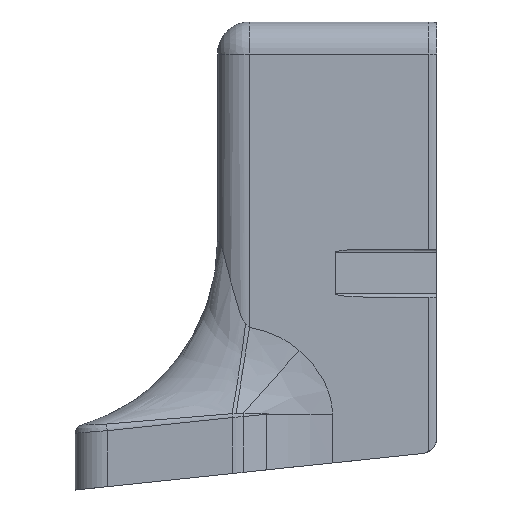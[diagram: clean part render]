
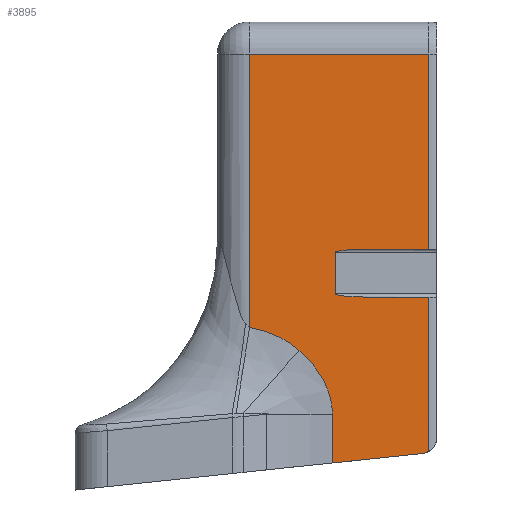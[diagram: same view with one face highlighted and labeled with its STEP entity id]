
A CAD part, front view. The second image highlights one B-rep face of the part: STEP entity #3895.
In plain terms, the highlighted planar face has unit normal (0, -1, 0).
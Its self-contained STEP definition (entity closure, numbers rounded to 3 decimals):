
#112 = VERTEX_POINT ( 'NONE', #6364 ) ;
#121 = CARTESIAN_POINT ( 'NONE',  ( 11.828, 48.12, 130.599 ) ) ;
#137 = LINE ( 'NONE', #2268, #6406 ) ;
#139 = ORIENTED_EDGE ( 'NONE', *, *, #2122, .T. ) ;
#152 = CARTESIAN_POINT ( 'NONE',  ( 19.938, 48.12, 124.287 ) ) ;
#165 = EDGE_LOOP ( 'NONE', ( #8692, #3160, #4867, #6140, #6352, #5284, #626, #6018, #139, #8454, #582, #4221, #7322, #4506 ) ) ;
#264 = EDGE_CURVE ( 'NONE', #5131, #5757, #7828, .T. ) ;
#273 = VERTEX_POINT ( 'NONE', #2790 ) ;
#275 =( BOUNDED_CURVE ( )  B_SPLINE_CURVE ( 3, ( #3121, #3864, #1030, #4536 ),
 .UNSPECIFIED., .F., .T. ) 
 B_SPLINE_CURVE_WITH_KNOTS ( ( 4, 4 ),
 ( 2.838, 3.177 ),
 .UNSPECIFIED. ) 
 CURVE ( )  GEOMETRIC_REPRESENTATION_ITEM ( )  RATIONAL_B_SPLINE_CURVE ( ( 1., 0.99, 0.99, 1. ) ) 
 REPRESENTATION_ITEM ( '' )  );
#372 = EDGE_CURVE ( 'NONE', #1780, #8497, #2252, .T. ) ;
#458 = CARTESIAN_POINT ( 'NONE',  ( 19.938, 48.12, 146.035 ) ) ;
#498 = VERTEX_POINT ( 'NONE', #152 ) ;
#582 = ORIENTED_EDGE ( 'NONE', *, *, #5678, .T. ) ;
#626 = ORIENTED_EDGE ( 'NONE', *, *, #372, .T. ) ;
#950 = VERTEX_POINT ( 'NONE', #2325 ) ;
#1030 = CARTESIAN_POINT ( 'NONE',  ( 13.908, 48.12, 128.041 ) ) ;
#1071 = CARTESIAN_POINT ( 'NONE',  ( 11.828, 48.12, 130.599 ) ) ;
#1160 = CARTESIAN_POINT ( 'NONE',  ( 14.125, 48.12, 136.841 ) ) ;
#1176 = CARTESIAN_POINT ( 'NONE',  ( 19.542, 48.12, 124.159 ) ) ;
#1360 = DIRECTION ( 'NONE',  ( 1., 0., 0. ) ) ;
#1403 = CARTESIAN_POINT ( 'NONE',  ( 9.857, 48.12, 131.757 ) ) ;
#1550 = CARTESIAN_POINT ( 'NONE',  ( 9.305, 48.12, 131.923 ) ) ;
#1711 = EDGE_CURVE ( 'NONE', #5131, #498, #8877, .T. ) ;
#1750 = CARTESIAN_POINT ( 'NONE',  ( 14.125, 48.12, 146.035 ) ) ;
#1780 = VERTEX_POINT ( 'NONE', #7387 ) ;
#1825 = LINE ( 'NONE', #7563, #8734 ) ;
#1914 = CARTESIAN_POINT ( 'NONE',  ( 14.125, 48.12, 136.724 ) ) ;
#1968 = VERTEX_POINT ( 'NONE', #1071 ) ;
#2078 = CARTESIAN_POINT ( 'NONE',  ( 16.038, 48.12, 133.924 ) ) ;
#2122 = EDGE_CURVE ( 'NONE', #3058, #5067, #9158, .T. ) ;
#2125 = PLANE ( 'NONE',  #3353 ) ;
#2252 =( BOUNDED_CURVE ( )  B_SPLINE_CURVE ( 3, ( #1914, #1160, #4039, #9145 ),
 .UNSPECIFIED., .F., .T. ) 
 B_SPLINE_CURVE_WITH_KNOTS ( ( 4, 4 ),
 ( 0., 1.571 ),
 .UNSPECIFIED. ) 
 CURVE ( )  GEOMETRIC_REPRESENTATION_ITEM ( )  RATIONAL_B_SPLINE_CURVE ( ( 1., 0.805, 0.805, 1. ) ) 
 REPRESENTATION_ITEM ( '' )  );
#2268 = CARTESIAN_POINT ( 'NONE',  ( 0., 48.12, 133.924 ) ) ;
#2290 = VECTOR ( 'NONE', #1360, 1000. ) ;
#2321 = VERTEX_POINT ( 'NONE', #7865 ) ;
#2325 = CARTESIAN_POINT ( 'NONE',  ( 13.908, 48.12, 126.615 ) ) ;
#2413 = EDGE_CURVE ( 'NONE', #8497, #3058, #4866, .T. ) ;
#2790 = CARTESIAN_POINT ( 'NONE',  ( 8.738, 48.12, 132.031 ) ) ;
#2834 = CARTESIAN_POINT ( 'NONE',  ( 14.917, 48.12, 133.924 ) ) ;
#2889 = CARTESIAN_POINT ( 'NONE',  ( 13.908, 48.12, 146.035 ) ) ;
#2958 = VERTEX_POINT ( 'NONE', #6656 ) ;
#3016 = FACE_OUTER_BOUND ( 'NONE', #165, .T. ) ;
#3058 = VERTEX_POINT ( 'NONE', #6516 ) ;
#3073 = VECTOR ( 'NONE', #4445, 1000. ) ;
#3098 = EDGE_CURVE ( 'NONE', #950, #5757, #9455, .T. ) ;
#3114 = EDGE_CURVE ( 'NONE', #1968, #950, #275, .T. ) ;
#3121 = CARTESIAN_POINT ( 'NONE',  ( 11.828, 48.12, 130.599 ) ) ;
#3160 = ORIENTED_EDGE ( 'NONE', *, *, #1711, .T. ) ;
#3349 = DIRECTION ( 'NONE',  ( 0., 0., 1. ) ) ;
#3353 = AXIS2_PLACEMENT_3D ( 'NONE', #5010, #7964, #5430 ) ;
#3427 = LINE ( 'NONE', #8567, #9041 ) ;
#3442 = CARTESIAN_POINT ( 'NONE',  ( 16.038, 48.12, 136.924 ) ) ;
#3609 = CARTESIAN_POINT ( 'NONE',  ( 11.393, 48.12, 130.982 ) ) ;
#3864 = CARTESIAN_POINT ( 'NONE',  ( 13.208, 48.12, 129.382 ) ) ;
#3895 = ADVANCED_FACE ( 'NONE', ( #3016 ), #2125, .T. ) ;
#3942 = CARTESIAN_POINT ( 'NONE',  ( 13.908, 48.12, 123.567 ) ) ;
#3955 = AXIS2_PLACEMENT_3D ( 'NONE', #6698, #5254, #4335 ) ;
#4039 = CARTESIAN_POINT ( 'NONE',  ( 14.917, 48.12, 136.924 ) ) ;
#4221 = ORIENTED_EDGE ( 'NONE', *, *, #6950, .T. ) ;
#4335 = DIRECTION ( 'NONE',  ( 0., 0., -1. ) ) ;
#4365 = B_SPLINE_CURVE_WITH_KNOTS ( 'NONE', 3,
 ( #5140, #8095, #1550, #1403, #7279, #8675, #3609, #121 ),
 .UNSPECIFIED., .F., .F.,
 ( 4, 2, 2, 4 ),
 ( 0., 0.001, 0.002, 0.003 ),
 .UNSPECIFIED. ) ;
#4445 = DIRECTION ( 'NONE',  ( 0., 0., -1. ) ) ;
#4470 = CARTESIAN_POINT ( 'NONE',  ( 19.938, 48.12, 133.924 ) ) ;
#4506 = ORIENTED_EDGE ( 'NONE', *, *, #3098, .T. ) ;
#4536 = CARTESIAN_POINT ( 'NONE',  ( 13.908, 48.12, 126.615 ) ) ;
#4600 = EDGE_CURVE ( 'NONE', #5380, #112, #137, .T. ) ;
#4769 = CARTESIAN_POINT ( 'NONE',  ( 19.938, 48.12, 149.106 ) ) ;
#4866 = LINE ( 'NONE', #8483, #2290 ) ;
#4867 = ORIENTED_EDGE ( 'NONE', *, *, #6034, .T. ) ;
#4907 = DIRECTION ( 'NONE',  ( 0., 0., 1. ) ) ;
#5010 = CARTESIAN_POINT ( 'NONE',  ( 0., 48.12, 146.035 ) ) ;
#5067 = VERTEX_POINT ( 'NONE', #4769 ) ;
#5131 = VERTEX_POINT ( 'NONE', #1176 ) ;
#5140 = CARTESIAN_POINT ( 'NONE',  ( 8.738, 48.12, 132.031 ) ) ;
#5254 = DIRECTION ( 'NONE',  ( 0., -1., 0. ) ) ;
#5284 = ORIENTED_EDGE ( 'NONE', *, *, #8045, .F. ) ;
#5380 = VERTEX_POINT ( 'NONE', #4470 ) ;
#5402 = DIRECTION ( 'NONE',  ( 0., 0., -1. ) ) ;
#5430 = DIRECTION ( 'NONE',  ( 0., 0., -1. ) ) ;
#5678 = EDGE_CURVE ( 'NONE', #2321, #273, #1825, .T. ) ;
#5757 = VERTEX_POINT ( 'NONE', #3942 ) ;
#5768 = VECTOR ( 'NONE', #7144, 1000. ) ;
#5825 = CARTESIAN_POINT ( 'NONE',  ( 8.738, 48.12, 149.106 ) ) ;
#6018 = ORIENTED_EDGE ( 'NONE', *, *, #2413, .T. ) ;
#6034 = EDGE_CURVE ( 'NONE', #498, #5380, #3427, .T. ) ;
#6140 = ORIENTED_EDGE ( 'NONE', *, *, #4600, .T. ) ;
#6352 = ORIENTED_EDGE ( 'NONE', *, *, #8508, .T. ) ;
#6364 = CARTESIAN_POINT ( 'NONE',  ( 16.038, 48.12, 133.924 ) ) ;
#6406 = VECTOR ( 'NONE', #8893, 1000. ) ;
#6516 = CARTESIAN_POINT ( 'NONE',  ( 19.938, 48.12, 136.924 ) ) ;
#6656 = CARTESIAN_POINT ( 'NONE',  ( 14.125, 48.12, 134.124 ) ) ;
#6698 = CARTESIAN_POINT ( 'NONE',  ( 19.438, 48.12, 125.153 ) ) ;
#6760 = LINE ( 'NONE', #1750, #3073 ) ;
#6779 = EDGE_CURVE ( 'NONE', #5067, #2321, #9437, .T. ) ;
#6950 = EDGE_CURVE ( 'NONE', #273, #1968, #4365, .T. ) ;
#7049 =( BOUNDED_CURVE ( )  B_SPLINE_CURVE ( 3, ( #2078, #2834, #7965, #8061 ),
 .UNSPECIFIED., .F., .T. ) 
 B_SPLINE_CURVE_WITH_KNOTS ( ( 4, 4 ),
 ( 1.571, 3.142 ),
 .UNSPECIFIED. ) 
 CURVE ( )  GEOMETRIC_REPRESENTATION_ITEM ( )  RATIONAL_B_SPLINE_CURVE ( ( 1., 0.805, 0.805, 1. ) ) 
 REPRESENTATION_ITEM ( '' )  );
#7144 = DIRECTION ( 'NONE',  ( -0.995, 0., -0.105 ) ) ;
#7179 = VECTOR ( 'NONE', #5402, 1000. ) ;
#7279 = CARTESIAN_POINT ( 'NONE',  ( 10.129, 48.12, 131.654 ) ) ;
#7322 = ORIENTED_EDGE ( 'NONE', *, *, #3114, .T. ) ;
#7387 = CARTESIAN_POINT ( 'NONE',  ( 14.125, 48.12, 136.724 ) ) ;
#7563 = CARTESIAN_POINT ( 'NONE',  ( 8.738, 48.12, 146.035 ) ) ;
#7828 = LINE ( 'NONE', #8633, #5768 ) ;
#7865 = CARTESIAN_POINT ( 'NONE',  ( 8.738, 48.12, 149.106 ) ) ;
#7964 = DIRECTION ( 'NONE',  ( 0., -1., 0. ) ) ;
#7965 = CARTESIAN_POINT ( 'NONE',  ( 14.125, 48.12, 134.007 ) ) ;
#8045 = EDGE_CURVE ( 'NONE', #1780, #2958, #6760, .T. ) ;
#8061 = CARTESIAN_POINT ( 'NONE',  ( 14.125, 48.12, 134.124 ) ) ;
#8095 = CARTESIAN_POINT ( 'NONE',  ( 9.024, 48.12, 131.987 ) ) ;
#8122 = VECTOR ( 'NONE', #8781, 1000. ) ;
#8263 = VECTOR ( 'NONE', #3349, 1000. ) ;
#8381 = DIRECTION ( 'NONE',  ( 0., 0., -1. ) ) ;
#8454 = ORIENTED_EDGE ( 'NONE', *, *, #6779, .T. ) ;
#8483 = CARTESIAN_POINT ( 'NONE',  ( 0., 48.12, 136.924 ) ) ;
#8497 = VERTEX_POINT ( 'NONE', #3442 ) ;
#8508 = EDGE_CURVE ( 'NONE', #112, #2958, #7049, .T. ) ;
#8567 = CARTESIAN_POINT ( 'NONE',  ( 19.938, 48.12, 146.035 ) ) ;
#8633 = CARTESIAN_POINT ( 'NONE',  ( 2.488, 48.12, 122.366 ) ) ;
#8675 = CARTESIAN_POINT ( 'NONE',  ( 10.912, 48.12, 131.292 ) ) ;
#8692 = ORIENTED_EDGE ( 'NONE', *, *, #264, .F. ) ;
#8734 = VECTOR ( 'NONE', #8381, 1000. ) ;
#8781 = DIRECTION ( 'NONE',  ( -1., 0., 0. ) ) ;
#8877 = CIRCLE ( 'NONE', #3955, 1. ) ;
#8893 = DIRECTION ( 'NONE',  ( -1., 0., 0. ) ) ;
#9041 = VECTOR ( 'NONE', #4907, 1000. ) ;
#9145 = CARTESIAN_POINT ( 'NONE',  ( 16.038, 48.12, 136.924 ) ) ;
#9158 = LINE ( 'NONE', #458, #8263 ) ;
#9437 = LINE ( 'NONE', #5825, #8122 ) ;
#9455 = LINE ( 'NONE', #2889, #7179 ) ;
